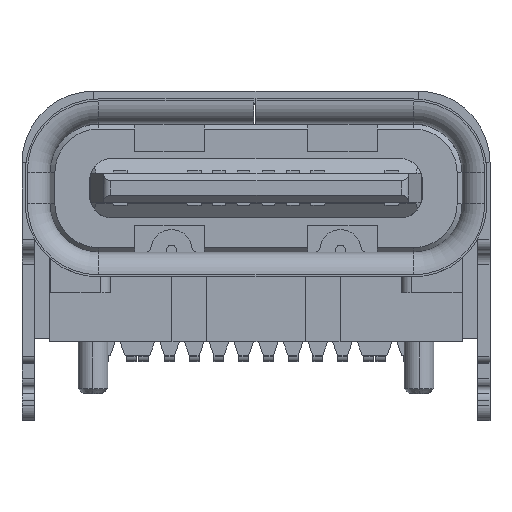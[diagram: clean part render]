
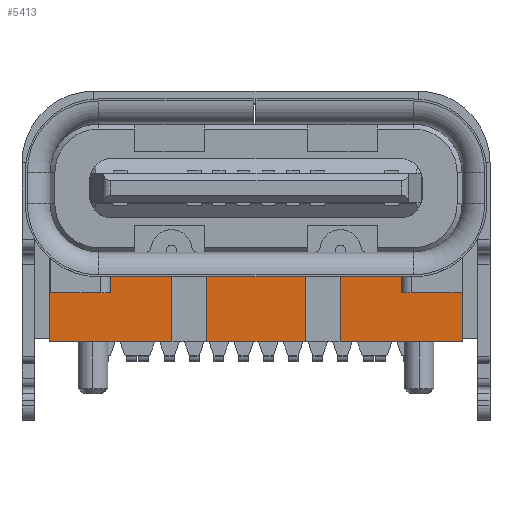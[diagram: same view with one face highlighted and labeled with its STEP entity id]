
A CAD part, top view. The second image highlights one B-rep face of the part: STEP entity #5413.
In plain terms, the highlighted planar face has unit normal (0, 0, 1).
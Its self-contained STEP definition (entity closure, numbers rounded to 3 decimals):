
#177 = VECTOR ( 'NONE', #24687, 1000. ) ;
#212 = DIRECTION ( 'NONE',  ( 1., 0., 0. ) ) ;
#964 = LINE ( 'NONE', #15085, #6865 ) ;
#1120 = CARTESIAN_POINT ( 'NONE',  ( -1., 0.4, 0.94 ) ) ;
#1181 = CARTESIAN_POINT ( 'NONE',  ( -4.17, 0.4, 0.94 ) ) ;
#1204 = LINE ( 'NONE', #7279, #25715 ) ;
#1214 = CARTESIAN_POINT ( 'NONE',  ( 4.17, 1.385, 0.94 ) ) ;
#1253 = LINE ( 'NONE', #7325, #5844 ) ;
#1367 = VECTOR ( 'NONE', #8011, 1000. ) ;
#1591 = EDGE_CURVE ( 'NONE', #8579, #10035, #1204, .T. ) ;
#1592 = CARTESIAN_POINT ( 'NONE',  ( -4.17, 3.185, 0.94 ) ) ;
#1650 = ORIENTED_EDGE ( 'NONE', *, *, #15325, .T. ) ;
#1717 = CARTESIAN_POINT ( 'NONE',  ( -1.7, 1.74, 0.94 ) ) ;
#1873 = CARTESIAN_POINT ( 'NONE',  ( -2.95, 1.385, 0.94 ) ) ;
#2250 = DIRECTION ( 'NONE',  ( 0., -1., 0. ) ) ;
#2488 = LINE ( 'NONE', #16584, #6781 ) ;
#2778 = ORIENTED_EDGE ( 'NONE', *, *, #1591, .F. ) ;
#2984 = DIRECTION ( 'NONE',  ( 0., 0., 1. ) ) ;
#2997 = EDGE_CURVE ( 'NONE', #10035, #4145, #4896, .T. ) ;
#3250 = VECTOR ( 'NONE', #12850, 1000. ) ;
#3400 = DIRECTION ( 'NONE',  ( 0., 0., 1. ) ) ;
#3507 = AXIS2_PLACEMENT_3D ( 'NONE', #25253, #3400, #25512 ) ;
#3654 = ORIENTED_EDGE ( 'NONE', *, *, #6855, .T. ) ;
#3889 = LINE ( 'NONE', #11928, #18624 ) ;
#4032 = CARTESIAN_POINT ( 'NONE',  ( 1.7, 1.74, 0.94 ) ) ;
#4145 = VERTEX_POINT ( 'NONE', #11755 ) ;
#4210 = EDGE_CURVE ( 'NONE', #22943, #25631, #22779, .T. ) ;
#4269 = CARTESIAN_POINT ( 'NONE',  ( -4.159, 3.035, 0.94 ) ) ;
#4288 = ORIENTED_EDGE ( 'NONE', *, *, #24797, .T. ) ;
#4896 = LINE ( 'NONE', #25023, #11147 ) ;
#5276 = DIRECTION ( 'NONE',  ( 1., 0., 0. ) ) ;
#5299 = DIRECTION ( 'NONE',  ( 0., 1., 0. ) ) ;
#5413 = ADVANCED_FACE ( 'NONE', ( #12885 ), #22617, .T. ) ;
#5460 = DIRECTION ( 'NONE',  ( 0., -1., 0. ) ) ;
#5844 = VECTOR ( 'NONE', #15383, 1000. ) ;
#5871 = CARTESIAN_POINT ( 'NONE',  ( -4.17, 0.4, 0.94 ) ) ;
#6199 = VERTEX_POINT ( 'NONE', #6630 ) ;
#6630 = CARTESIAN_POINT ( 'NONE',  ( 4.17, 0.4, 0.94 ) ) ;
#6707 = CARTESIAN_POINT ( 'NONE',  ( -2.95, 2.2, 0.94 ) ) ;
#6773 = EDGE_CURVE ( 'NONE', #19432, #17077, #7125, .T. ) ;
#6781 = VECTOR ( 'NONE', #10767, 1000. ) ;
#6855 = EDGE_CURVE ( 'NONE', #18600, #17077, #9877, .T. ) ;
#6865 = VECTOR ( 'NONE', #5460, 1000. ) ;
#7125 = LINE ( 'NONE', #23180, #17545 ) ;
#7256 = LINE ( 'NONE', #25407, #14214 ) ;
#7279 = CARTESIAN_POINT ( 'NONE',  ( 1.7, 0.4, 0.94 ) ) ;
#7325 = CARTESIAN_POINT ( 'NONE',  ( -2.95, 1.385, 0.94 ) ) ;
#7379 = ORIENTED_EDGE ( 'NONE', *, *, #23577, .F. ) ;
#7385 = DIRECTION ( 'NONE',  ( 1., 0., 0. ) ) ;
#7440 = ORIENTED_EDGE ( 'NONE', *, *, #6773, .F. ) ;
#7876 = LINE ( 'NONE', #18401, #1367 ) ;
#8011 = DIRECTION ( 'NONE',  ( 0., 1., 0. ) ) ;
#8579 = VERTEX_POINT ( 'NONE', #25775 ) ;
#8590 = ORIENTED_EDGE ( 'NONE', *, *, #13777, .F. ) ;
#9160 = CARTESIAN_POINT ( 'NONE',  ( -1.7, 1.74, 0.94 ) ) ;
#9240 = VECTOR ( 'NONE', #212, 1000. ) ;
#9244 = VECTOR ( 'NONE', #20153, 1000. ) ;
#9536 = VERTEX_POINT ( 'NONE', #15443 ) ;
#9877 = LINE ( 'NONE', #21586, #22102 ) ;
#10035 = VERTEX_POINT ( 'NONE', #4032 ) ;
#10215 = LINE ( 'NONE', #18258, #9240 ) ;
#10385 = EDGE_CURVE ( 'NONE', #25631, #19432, #1253, .T. ) ;
#10400 = CARTESIAN_POINT ( 'NONE',  ( -2.95, 1.385, 0.94 ) ) ;
#10710 = VERTEX_POINT ( 'NONE', #1717 ) ;
#10767 = DIRECTION ( 'NONE',  ( 1., 0., 0. ) ) ;
#11147 = VECTOR ( 'NONE', #21086, 1000. ) ;
#11459 = LINE ( 'NONE', #1181, #23155 ) ;
#11460 = DIRECTION ( 'NONE',  ( 0., 1., 0. ) ) ;
#11611 = VERTEX_POINT ( 'NONE', #5871 ) ;
#11677 = VERTEX_POINT ( 'NONE', #4269 ) ;
#11755 = CARTESIAN_POINT ( 'NONE',  ( 1., 1.74, 0.94 ) ) ;
#11928 = CARTESIAN_POINT ( 'NONE',  ( -4.17, 3.815, 0.94 ) ) ;
#12046 = DIRECTION ( 'NONE',  ( 0., -1., 0. ) ) ;
#12157 = VERTEX_POINT ( 'NONE', #22795 ) ;
#12202 = LINE ( 'NONE', #19970, #17215 ) ;
#12483 = VERTEX_POINT ( 'NONE', #1592 ) ;
#12850 = DIRECTION ( 'NONE',  ( -1., 0., 0. ) ) ;
#12885 = FACE_OUTER_BOUND ( 'NONE', #20945, .T. ) ;
#13472 = ORIENTED_EDGE ( 'NONE', *, *, #2997, .F. ) ;
#13502 = EDGE_CURVE ( 'NONE', #11611, #13851, #11459, .T. ) ;
#13777 = EDGE_CURVE ( 'NONE', #18600, #24199, #2488, .T. ) ;
#13851 = VERTEX_POINT ( 'NONE', #19057 ) ;
#14214 = VECTOR ( 'NONE', #21324, 1000. ) ;
#14889 = CIRCLE ( 'NONE', #3507, 0.985 ) ;
#15085 = CARTESIAN_POINT ( 'NONE',  ( 1., 0.4, 0.94 ) ) ;
#15325 = EDGE_CURVE ( 'NONE', #22943, #11677, #7876, .T. ) ;
#15383 = DIRECTION ( 'NONE',  ( 0., 1., 0. ) ) ;
#15403 = ORIENTED_EDGE ( 'NONE', *, *, #4210, .F. ) ;
#15443 = CARTESIAN_POINT ( 'NONE',  ( -1., 1.74, 0.94 ) ) ;
#15546 = VERTEX_POINT ( 'NONE', #19167 ) ;
#15698 = EDGE_CURVE ( 'NONE', #12483, #11611, #3889, .T. ) ;
#16015 = EDGE_CURVE ( 'NONE', #4145, #15546, #964, .T. ) ;
#16401 = EDGE_CURVE ( 'NONE', #12483, #11677, #14889, .T. ) ;
#16584 = CARTESIAN_POINT ( 'NONE',  ( 2.95, 1.385, 0.94 ) ) ;
#16838 = DIRECTION ( 'NONE',  ( 1., 0., 0. ) ) ;
#17013 = EDGE_CURVE ( 'NONE', #12157, #9536, #18767, .T. ) ;
#17077 = VERTEX_POINT ( 'NONE', #21533 ) ;
#17215 = VECTOR ( 'NONE', #18006, 1000. ) ;
#17326 = LINE ( 'NONE', #9160, #3250 ) ;
#17545 = VECTOR ( 'NONE', #7385, 1000. ) ;
#18006 = DIRECTION ( 'NONE',  ( 1., 0., 0. ) ) ;
#18115 = ORIENTED_EDGE ( 'NONE', *, *, #16401, .F. ) ;
#18258 = CARTESIAN_POINT ( 'NONE',  ( -4.17, 0.4, 0.94 ) ) ;
#18401 = CARTESIAN_POINT ( 'NONE',  ( -4.159, 1.385, 0.94 ) ) ;
#18457 = LINE ( 'NONE', #24235, #25138 ) ;
#18600 = VERTEX_POINT ( 'NONE', #23224 ) ;
#18624 = VECTOR ( 'NONE', #12046, 1000. ) ;
#18767 = LINE ( 'NONE', #1120, #177 ) ;
#18868 = ORIENTED_EDGE ( 'NONE', *, *, #13502, .T. ) ;
#19057 = CARTESIAN_POINT ( 'NONE',  ( -1.7, 0.4, 0.94 ) ) ;
#19167 = CARTESIAN_POINT ( 'NONE',  ( 1., 0.4, 0.94 ) ) ;
#19428 = ORIENTED_EDGE ( 'NONE', *, *, #22843, .F. ) ;
#19432 = VERTEX_POINT ( 'NONE', #6707 ) ;
#19857 = ORIENTED_EDGE ( 'NONE', *, *, #17013, .F. ) ;
#19970 = CARTESIAN_POINT ( 'NONE',  ( -4.17, 0.4, 0.94 ) ) ;
#20153 = DIRECTION ( 'NONE',  ( 1., 0., 0. ) ) ;
#20758 = ORIENTED_EDGE ( 'NONE', *, *, #16015, .F. ) ;
#20945 = EDGE_LOOP ( 'NONE', ( #8590, #3654, #7440, #21073, #15403, #1650, #18115, #21627, #18868, #7379, #19428, #19857, #22657, #20758, #13472, #2778, #4288, #25341 ) ) ;
#21030 = CARTESIAN_POINT ( 'NONE',  ( 3.185, 3.815, 0.94 ) ) ;
#21073 = ORIENTED_EDGE ( 'NONE', *, *, #10385, .F. ) ;
#21086 = DIRECTION ( 'NONE',  ( -1., 0., 0. ) ) ;
#21324 = DIRECTION ( 'NONE',  ( 0., 1., 0. ) ) ;
#21533 = CARTESIAN_POINT ( 'NONE',  ( 2.95, 2.2, 0.94 ) ) ;
#21586 = CARTESIAN_POINT ( 'NONE',  ( 2.95, 1.385, 0.94 ) ) ;
#21627 = ORIENTED_EDGE ( 'NONE', *, *, #15698, .T. ) ;
#21789 = CARTESIAN_POINT ( 'NONE',  ( -4.159, 1.385, 0.94 ) ) ;
#22102 = VECTOR ( 'NONE', #11460, 1000. ) ;
#22617 = PLANE ( 'NONE',  #25751 ) ;
#22636 = EDGE_CURVE ( 'NONE', #6199, #24199, #7256, .T. ) ;
#22657 = ORIENTED_EDGE ( 'NONE', *, *, #24858, .T. ) ;
#22779 = LINE ( 'NONE', #10400, #9244 ) ;
#22795 = CARTESIAN_POINT ( 'NONE',  ( -1., 0.4, 0.94 ) ) ;
#22843 = EDGE_CURVE ( 'NONE', #9536, #10710, #17326, .T. ) ;
#22943 = VERTEX_POINT ( 'NONE', #21789 ) ;
#23155 = VECTOR ( 'NONE', #5276, 1000. ) ;
#23180 = CARTESIAN_POINT ( 'NONE',  ( 0., 2.2, 0.94 ) ) ;
#23224 = CARTESIAN_POINT ( 'NONE',  ( 2.95, 1.385, 0.94 ) ) ;
#23577 = EDGE_CURVE ( 'NONE', #10710, #13851, #18457, .T. ) ;
#24199 = VERTEX_POINT ( 'NONE', #1214 ) ;
#24235 = CARTESIAN_POINT ( 'NONE',  ( -1.7, 0.4, 0.94 ) ) ;
#24687 = DIRECTION ( 'NONE',  ( 0., 1., 0. ) ) ;
#24797 = EDGE_CURVE ( 'NONE', #8579, #6199, #12202, .T. ) ;
#24858 = EDGE_CURVE ( 'NONE', #12157, #15546, #10215, .T. ) ;
#25023 = CARTESIAN_POINT ( 'NONE',  ( 1.7, 1.74, 0.94 ) ) ;
#25138 = VECTOR ( 'NONE', #2250, 1000. ) ;
#25253 = CARTESIAN_POINT ( 'NONE',  ( -3.185, 3.185, 0.94 ) ) ;
#25341 = ORIENTED_EDGE ( 'NONE', *, *, #22636, .T. ) ;
#25407 = CARTESIAN_POINT ( 'NONE',  ( 4.17, 0.4, 0.94 ) ) ;
#25512 = DIRECTION ( 'NONE',  ( 1., 0., 0. ) ) ;
#25631 = VERTEX_POINT ( 'NONE', #1873 ) ;
#25715 = VECTOR ( 'NONE', #5299, 1000. ) ;
#25751 = AXIS2_PLACEMENT_3D ( 'NONE', #21030, #2984, #16838 ) ;
#25775 = CARTESIAN_POINT ( 'NONE',  ( 1.7, 0.4, 0.94 ) ) ;
